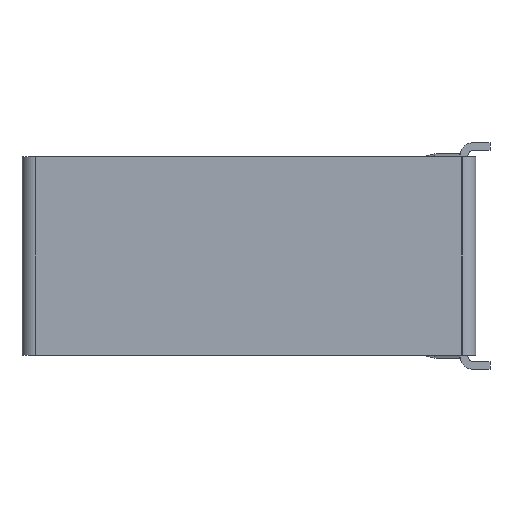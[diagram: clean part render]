
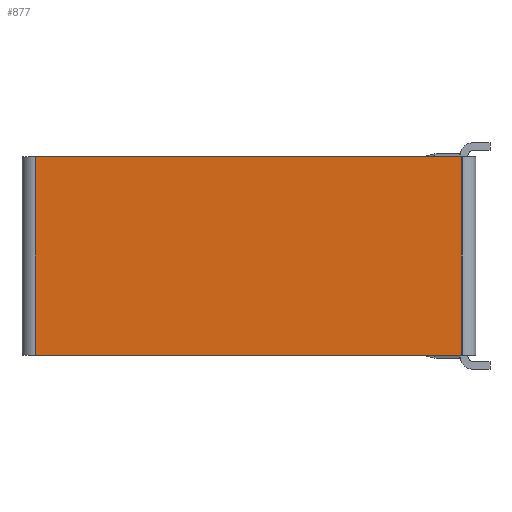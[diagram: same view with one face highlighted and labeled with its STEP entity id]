
A CAD part, left-side view. The second image highlights one B-rep face of the part: STEP entity #877.
In plain terms, the highlighted planar face has unit normal (-1, 0.031, 0).
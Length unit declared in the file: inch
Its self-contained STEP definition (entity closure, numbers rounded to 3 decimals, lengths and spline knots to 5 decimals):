
#47 = DIRECTION ( 'NONE',  ( 0., 0., -1. ) ) ;
#55 = CARTESIAN_POINT ( 'NONE',  ( -0.94113, 3.88375, 0.875 ) ) ;
#102 = FACE_OUTER_BOUND ( 'NONE', #246, .T. ) ;
#143 = LINE ( 'NONE', #1527, #890 ) ;
#148 = ORIENTED_EDGE ( 'NONE', *, *, #1628, .T. ) ;
#155 = ORIENTED_EDGE ( 'NONE', *, *, #755, .T. ) ;
#246 = EDGE_LOOP ( 'NONE', ( #1364, #979, #148, #155 ) ) ;
#257 = AXIS2_PLACEMENT_3D ( 'NONE', #584, #1587, #739 ) ;
#276 = VERTEX_POINT ( 'NONE', #733 ) ;
#399 = CARTESIAN_POINT ( 'NONE',  ( -0.9375, 4., 0.875 ) ) ;
#422 = CARTESIAN_POINT ( 'NONE',  ( -1.05863, 0.12375, 0.875 ) ) ;
#435 = VECTOR ( 'NONE', #1679, 39.37008 ) ;
#445 = CARTESIAN_POINT ( 'NONE',  ( -0.94113, 3.88375, 0.875 ) ) ;
#496 = EDGE_CURVE ( 'NONE', #1401, #1255, #962, .T. ) ;
#568 = VERTEX_POINT ( 'NONE', #1009 ) ;
#571 = VECTOR ( 'NONE', #1531, 39.37008 ) ;
#584 = CARTESIAN_POINT ( 'NONE',  ( -0.9375, 4., 0.875 ) ) ;
#652 = EDGE_CURVE ( 'NONE', #1401, #276, #1403, .T. ) ;
#733 = CARTESIAN_POINT ( 'NONE',  ( -0.94113, 3.88375, -0.875 ) ) ;
#739 = DIRECTION ( 'NONE',  ( 0.031, 1., 0. ) ) ;
#755 = EDGE_CURVE ( 'NONE', #568, #1255, #1473, .T. ) ;
#873 = DIRECTION ( 'NONE',  ( -0.031, -1., 0. ) ) ;
#877 = ADVANCED_FACE ( 'NONE', ( #102 ), #1712, .F. ) ;
#890 = VECTOR ( 'NONE', #873, 39.37008 ) ;
#962 = LINE ( 'NONE', #399, #571 ) ;
#979 = ORIENTED_EDGE ( 'NONE', *, *, #652, .T. ) ;
#1009 = CARTESIAN_POINT ( 'NONE',  ( -1.05863, 0.12375, -0.875 ) ) ;
#1120 = CARTESIAN_POINT ( 'NONE',  ( -1.05863, 0.12375, 0.875 ) ) ;
#1255 = VERTEX_POINT ( 'NONE', #422 ) ;
#1364 = ORIENTED_EDGE ( 'NONE', *, *, #496, .F. ) ;
#1401 = VERTEX_POINT ( 'NONE', #445 ) ;
#1403 = LINE ( 'NONE', #55, #1540 ) ;
#1473 = LINE ( 'NONE', #1120, #435 ) ;
#1527 = CARTESIAN_POINT ( 'NONE',  ( -0.9375, 4., -0.875 ) ) ;
#1531 = DIRECTION ( 'NONE',  ( -0.031, -1., 0. ) ) ;
#1540 = VECTOR ( 'NONE', #47, 39.37008 ) ;
#1587 = DIRECTION ( 'NONE',  ( 1., -0.031, 0. ) ) ;
#1628 = EDGE_CURVE ( 'NONE', #276, #568, #143, .T. ) ;
#1679 = DIRECTION ( 'NONE',  ( 0., 0., 1. ) ) ;
#1712 = PLANE ( 'NONE',  #257 ) ;
